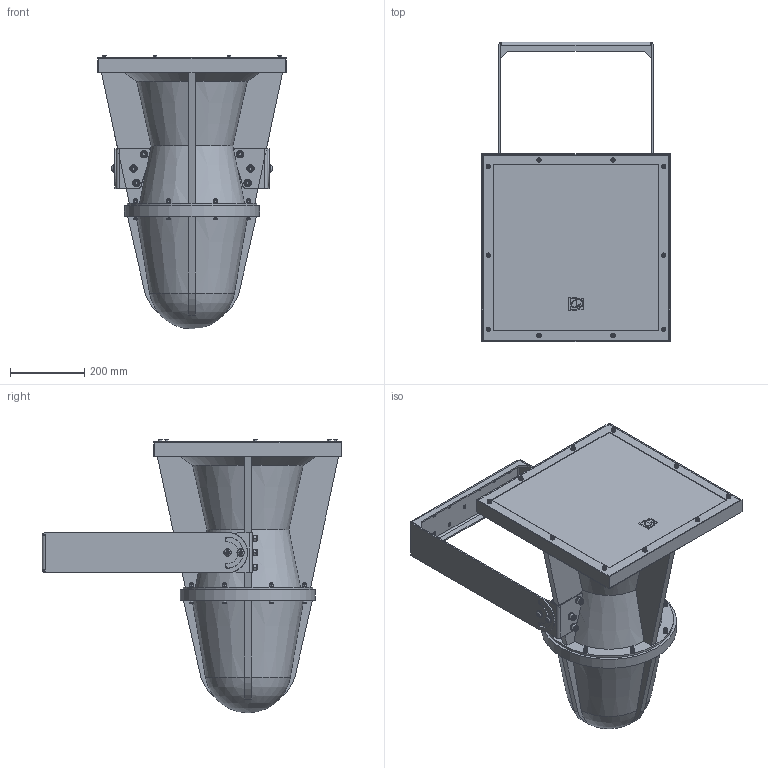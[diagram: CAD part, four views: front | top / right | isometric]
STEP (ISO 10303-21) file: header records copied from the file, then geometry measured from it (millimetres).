
FILE_DESCRIPTION(/* description */ (''),/* implementation_level */ '2;1');
FILE_NAME(/* name */ 'AUDAC-HS212.stp',/* time_stamp */ '2021-04-12T09:47:01+02:00',/* author */ ('kamiel'),/* organization */ (''),/* preprocessor_version */ 'ST-DEVELOPER v18.1',/* originating_system */ 'Autodesk Inventor 2021',/* authorisation */ '');
FILE_SCHEMA (('AUTOMOTIVE_DESIGN { 1 0 10303 214 3 1 1 }'));
Length unit declared in the file: millimetre
Products named in the file (1): AUDAC-HS212
Bounding box: 508 x 810 x 739.6 mm (x, y, z)
Volume: 47110762.7 mm3; surface area: 1987584.2 mm2
Topology: 1 solids, 27 shells, 1160 faces, 2823 edges, 1828 vertices
Faces by surface type: plane 701, cylinder 257, cone 134, torus 56, bspline 11, sphere 1
Full cylindrical faces by diameter (mm): 6 x36, 6.6 x18, 8.376 x6, 8.88 x18, 10 x32, 11 x31, 12 x36, 14.63 x10, 17.5 x10, 20 x20, 349.929 x1, 364.714 x1
Entity records: 35081 total; most frequent: CARTESIAN_POINT 7540, ORIENTED_EDGE 5588, DIRECTION 5480, EDGE_CURVE 2794, AXIS2_PLACEMENT_3D 2128, VERTEX_POINT 1828, EDGE_LOOP 1414, LINE 1224
